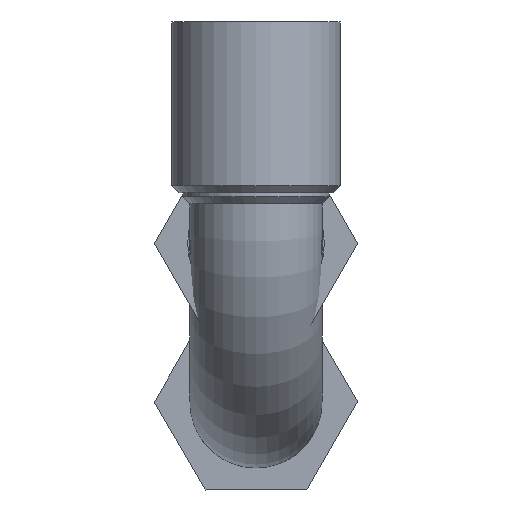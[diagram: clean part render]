
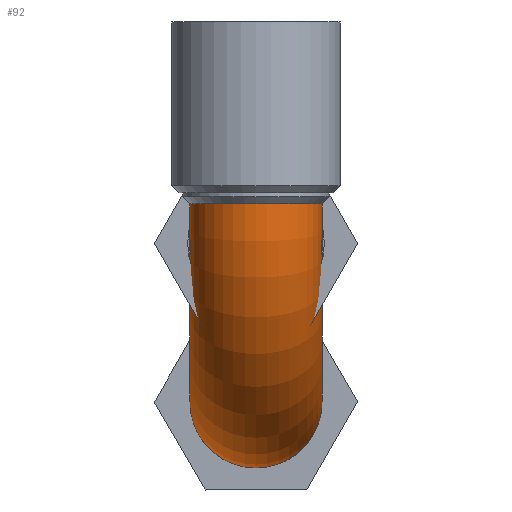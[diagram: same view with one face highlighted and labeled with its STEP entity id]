
A CAD part, front view. The second image highlights one B-rep face of the part: STEP entity #92.
In plain terms, the highlighted toroidal (fillet/blend) face has major radius 27 mm and minor radius 9 mm.
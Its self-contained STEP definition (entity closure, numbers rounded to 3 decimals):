
#92 = ADVANCED_FACE( '', ( #207, #208 ), #209, .T. );
#207 = FACE_OUTER_BOUND( '', #357, .T. );
#208 = FACE_OUTER_BOUND( '', #358, .T. );
#209 = TOROIDAL_SURFACE( '', #359, 27., 9. );
#357 = EDGE_LOOP( '', ( #520 ) );
#358 = EDGE_LOOP( '', ( #521 ) );
#359 = AXIS2_PLACEMENT_3D( '', #522, #523, #524 );
#520 = ORIENTED_EDGE( '', *, *, #720, .T. );
#521 = ORIENTED_EDGE( '', *, *, #706, .F. );
#522 = CARTESIAN_POINT( '', ( 0., 27., 5.374 ) );
#523 = DIRECTION( '', ( -1., 0., 0. ) );
#524 = DIRECTION( '', ( 0., -1., 0. ) );
#706 = EDGE_CURVE( '', #794, #794, #795, .T. );
#720 = EDGE_CURVE( '', #817, #817, #818, .T. );
#794 = VERTEX_POINT( '', #913 );
#795 = CIRCLE( '', #914, 9. );
#817 = VERTEX_POINT( '', #940 );
#818 = CIRCLE( '', #941, 9. );
#913 = CARTESIAN_POINT( '', ( -9., 0., 5.374 ) );
#914 = AXIS2_PLACEMENT_3D( '', #1053, #1054, #1055 );
#940 = CARTESIAN_POINT( '', ( 9., 27., -21.626 ) );
#941 = AXIS2_PLACEMENT_3D( '', #1072, #1073, #1074 );
#1053 = CARTESIAN_POINT( '', ( 0., 0., 5.374 ) );
#1054 = DIRECTION( '', ( 0., 0., 1. ) );
#1055 = DIRECTION( '', ( -1., 0., 0. ) );
#1072 = CARTESIAN_POINT( '', ( 0., 27., -21.626 ) );
#1073 = DIRECTION( '', ( 0., -1., 0. ) );
#1074 = DIRECTION( '', ( 1., 0., 0. ) );
